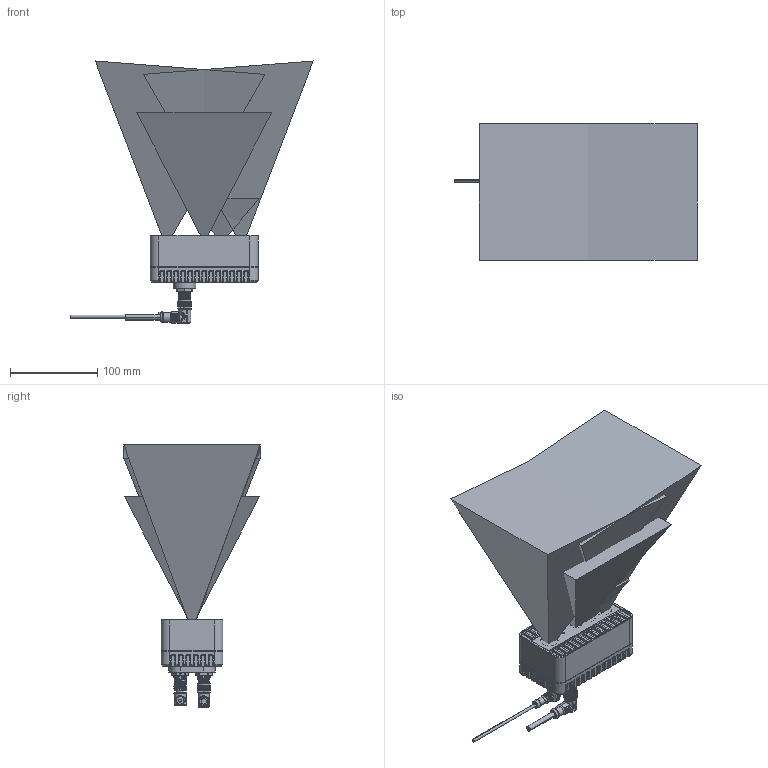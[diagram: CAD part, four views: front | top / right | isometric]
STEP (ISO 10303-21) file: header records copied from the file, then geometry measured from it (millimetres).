
FILE_DESCRIPTION(/* description */ (''),/* implementation_level */ '2;1');
FILE_NAME(/* name */ 'HS3310-20250510.stp',/* time_stamp */ '2025-05-10T16:02:10+08:00',/* author */ (''),/* organization */ (''),/* preprocessor_version */ 'ST-DEVELOPER v20',/* originating_system */ 'SIEMENS PLM Software NX2312.9140',/* authorisation */ '');
FILE_SCHEMA (('AUTOMOTIVE_DESIGN { 1 0 10303 214 3 1 1 1 }'));
Products named in the file (1): 1-3320总装配_asm1_objects
Bounding box: 277.8 x 156.09 x 300.32 mm (x, y, z)
Volume: 5566909.2 mm3; surface area: 417446.1 mm2
Topology: 12 solids, 27 shells, 5715 faces, 15057 edges, 9516 vertices
Faces by surface type: plane 2415, cylinder 1421, bspline 611, cone 489, extrusion 448, torus 215, sphere 116
Full cylindrical faces by diameter (mm): 2 x3, 2.05 x4, 2.5 x12, 2.7 x4, 2.8 x1, 3 x1, 4 x1, 4.2 x5, 5.5 x4, 6.5 x4, 10.2 x1, 13.8 x1, 14.8 x1, 15 x1, 15.16 x2, 15.4 x1, 15.8 x1, 17.2 x2, 17.8 x2, 18.6 x2, 19.8 x2, 20 x2
Entity records: 227426 total; most frequent: CARTESIAN_POINT 92934, ORIENTED_EDGE 29524, DIRECTION 25056, EDGE_CURVE 14762, VERTEX_POINT 9461, AXIS2_PLACEMENT_3D 8386, VECTOR 8284, LINE 7836
